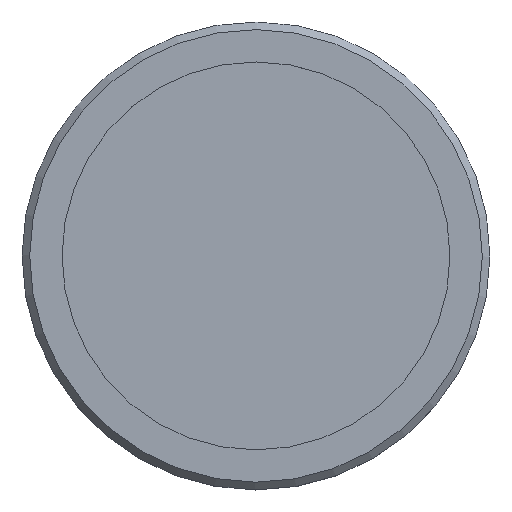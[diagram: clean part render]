
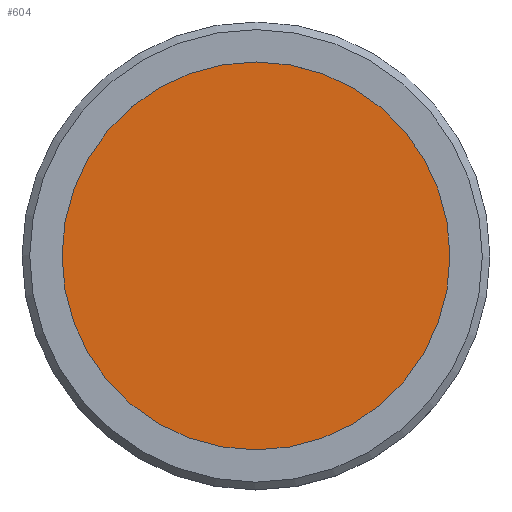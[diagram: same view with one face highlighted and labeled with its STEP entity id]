
A CAD part, top view. The second image highlights one B-rep face of the part: STEP entity #604.
In plain terms, the highlighted planar face has unit normal (0, 0, 1).
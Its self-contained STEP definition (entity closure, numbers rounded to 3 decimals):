
#260=ORIENTED_EDGE('',*,*,#376,.F.);
#376=EDGE_CURVE('',#434,#434,#468,.F.);
#434=VERTEX_POINT('',#1074);
#468=CIRCLE('',#688,25.5);
#504=EDGE_LOOP('',(#260));
#550=FACE_BOUND('',#504,.T.);
#577=PLANE('',#689);
#604=ADVANCED_FACE('',(#550),#577,.T.);
#688=AXIS2_PLACEMENT_3D('',#1073,#860,#861);
#689=AXIS2_PLACEMENT_3D('',#1075,#862,#863);
#860=DIRECTION('',(0.,0.,1.));
#861=DIRECTION('',(1.,0.,0.));
#862=DIRECTION('',(0.,0.,1.));
#863=DIRECTION('',(1.,0.,0.));
#1073=CARTESIAN_POINT('',(0.,100.,35.4));
#1074=CARTESIAN_POINT('',(25.5,100.,35.4));
#1075=CARTESIAN_POINT('',(0.,0.,35.4));
